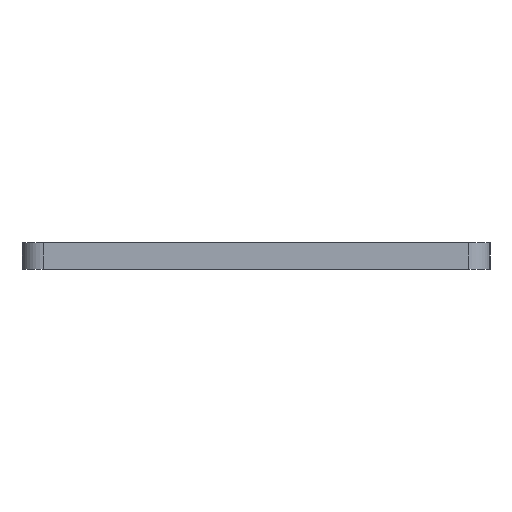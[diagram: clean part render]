
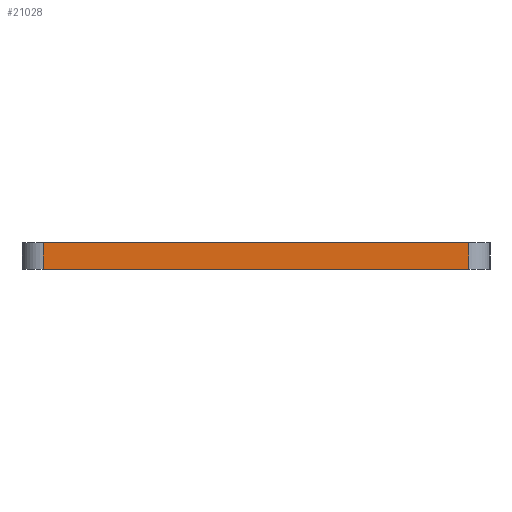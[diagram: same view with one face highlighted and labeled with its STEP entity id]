
A CAD part, left-side view. The second image highlights one B-rep face of the part: STEP entity #21028.
In plain terms, the highlighted planar face has unit normal (-1, 0, 0).
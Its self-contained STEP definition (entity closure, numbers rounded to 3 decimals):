
#73 = PLANE('',#74);
#74 = AXIS2_PLACEMENT_3D('',#75,#76,#77);
#75 = CARTESIAN_POINT('',(241.5,21.8,-2.5));
#76 = DIRECTION('',(0.,0.,1.));
#77 = DIRECTION('',(1.,0.,-0.));
#132 = PLANE('',#133);
#133 = AXIS2_PLACEMENT_3D('',#134,#135,#136);
#134 = CARTESIAN_POINT('',(241.5,21.8,0.));
#135 = DIRECTION('',(0.,0.,1.));
#136 = DIRECTION('',(1.,0.,-0.));
#169 = CYLINDRICAL_SURFACE('',#170,2.);
#170 = AXIS2_PLACEMENT_3D('',#171,#172,#173);
#171 = CARTESIAN_POINT('',(2.,41.6,0.));
#172 = DIRECTION('',(-0.,0.,1.));
#173 = DIRECTION('',(1.,0.,-0.));
#306 = VERTEX_POINT('',#307);
#307 = CARTESIAN_POINT('',(0.,41.6,0.));
#333 = EDGE_CURVE('',#334,#306,#336,.T.);
#334 = VERTEX_POINT('',#335);
#335 = CARTESIAN_POINT('',(0.,2.,0.));
#336 = SURFACE_CURVE('',#337,(#341,#348),.PCURVE_S1.);
#337 = LINE('',#338,#339);
#338 = CARTESIAN_POINT('',(0.,2.,0.));
#339 = VECTOR('',#340,1.);
#340 = DIRECTION('',(0.,1.,0.));
#341 = PCURVE('',#132,#342);
#342 = DEFINITIONAL_REPRESENTATION('',(#343),#347);
#343 = LINE('',#344,#345);
#344 = CARTESIAN_POINT('',(-241.5,-19.8));
#345 = VECTOR('',#346,1.);
#346 = DIRECTION('',(0.,1.));
#347 = ( GEOMETRIC_REPRESENTATION_CONTEXT(2) 
PARAMETRIC_REPRESENTATION_CONTEXT() REPRESENTATION_CONTEXT('2D SPACE',''
  ) );
#348 = PCURVE('',#349,#354);
#349 = PLANE('',#350);
#350 = AXIS2_PLACEMENT_3D('',#351,#352,#353);
#351 = CARTESIAN_POINT('',(0.,2.,0.));
#352 = DIRECTION('',(1.,-0.,0.));
#353 = DIRECTION('',(0.,1.,0.));
#354 = DEFINITIONAL_REPRESENTATION('',(#355),#359);
#355 = LINE('',#356,#357);
#356 = CARTESIAN_POINT('',(0.,0.));
#357 = VECTOR('',#358,1.);
#358 = DIRECTION('',(1.,0.));
#359 = ( GEOMETRIC_REPRESENTATION_CONTEXT(2) 
PARAMETRIC_REPRESENTATION_CONTEXT() REPRESENTATION_CONTEXT('2D SPACE',''
  ) );
#382 = CYLINDRICAL_SURFACE('',#383,2.);
#383 = AXIS2_PLACEMENT_3D('',#384,#385,#386);
#384 = CARTESIAN_POINT('',(2.,2.,0.));
#385 = DIRECTION('',(-0.,0.,1.));
#386 = DIRECTION('',(1.,0.,-0.));
#10853 = VERTEX_POINT('',#10854);
#10854 = CARTESIAN_POINT('',(0.,41.6,-2.5));
#10880 = EDGE_CURVE('',#10881,#10853,#10883,.T.);
#10881 = VERTEX_POINT('',#10882);
#10882 = CARTESIAN_POINT('',(0.,2.,-2.5));
#10883 = SURFACE_CURVE('',#10884,(#10888,#10895),.PCURVE_S1.);
#10884 = LINE('',#10885,#10886);
#10885 = CARTESIAN_POINT('',(0.,2.,-2.5));
#10886 = VECTOR('',#10887,1.);
#10887 = DIRECTION('',(0.,1.,0.));
#10888 = PCURVE('',#73,#10889);
#10889 = DEFINITIONAL_REPRESENTATION('',(#10890),#10894);
#10890 = LINE('',#10891,#10892);
#10891 = CARTESIAN_POINT('',(-241.5,-19.8));
#10892 = VECTOR('',#10893,1.);
#10893 = DIRECTION('',(0.,1.));
#10894 = ( GEOMETRIC_REPRESENTATION_CONTEXT(2) 
PARAMETRIC_REPRESENTATION_CONTEXT() REPRESENTATION_CONTEXT('2D SPACE',''
  ) );
#10895 = PCURVE('',#349,#10896);
#10896 = DEFINITIONAL_REPRESENTATION('',(#10897),#10901);
#10897 = LINE('',#10898,#10899);
#10898 = CARTESIAN_POINT('',(0.,-2.5));
#10899 = VECTOR('',#10900,1.);
#10900 = DIRECTION('',(1.,0.));
#10901 = ( GEOMETRIC_REPRESENTATION_CONTEXT(2) 
PARAMETRIC_REPRESENTATION_CONTEXT() REPRESENTATION_CONTEXT('2D SPACE',''
  ) );
#20978 = EDGE_CURVE('',#306,#10853,#20979,.T.);
#20979 = SURFACE_CURVE('',#20980,(#20984,#20991),.PCURVE_S1.);
#20980 = LINE('',#20981,#20982);
#20981 = CARTESIAN_POINT('',(0.,41.6,0.));
#20982 = VECTOR('',#20983,1.);
#20983 = DIRECTION('',(0.,0.,-1.));
#20984 = PCURVE('',#169,#20985);
#20985 = DEFINITIONAL_REPRESENTATION('',(#20986),#20990);
#20986 = LINE('',#20987,#20988);
#20987 = CARTESIAN_POINT('',(-3.142,0.));
#20988 = VECTOR('',#20989,1.);
#20989 = DIRECTION('',(-0.,-1.));
#20990 = ( GEOMETRIC_REPRESENTATION_CONTEXT(2) 
PARAMETRIC_REPRESENTATION_CONTEXT() REPRESENTATION_CONTEXT('2D SPACE',''
  ) );
#20991 = PCURVE('',#349,#20992);
#20992 = DEFINITIONAL_REPRESENTATION('',(#20993),#20997);
#20993 = LINE('',#20994,#20995);
#20994 = CARTESIAN_POINT('',(39.6,0.));
#20995 = VECTOR('',#20996,1.);
#20996 = DIRECTION('',(0.,-1.));
#20997 = ( GEOMETRIC_REPRESENTATION_CONTEXT(2) 
PARAMETRIC_REPRESENTATION_CONTEXT() REPRESENTATION_CONTEXT('2D SPACE',''
  ) );
#21028 = ADVANCED_FACE('',(#21029),#349,.F.);
#21029 = FACE_BOUND('',#21030,.F.);
#21030 = EDGE_LOOP('',(#21031,#21052,#21053,#21054));
#21031 = ORIENTED_EDGE('',*,*,#21032,.T.);
#21032 = EDGE_CURVE('',#334,#10881,#21033,.T.);
#21033 = SURFACE_CURVE('',#21034,(#21038,#21045),.PCURVE_S1.);
#21034 = LINE('',#21035,#21036);
#21035 = CARTESIAN_POINT('',(0.,2.,0.));
#21036 = VECTOR('',#21037,1.);
#21037 = DIRECTION('',(0.,0.,-1.));
#21038 = PCURVE('',#349,#21039);
#21039 = DEFINITIONAL_REPRESENTATION('',(#21040),#21044);
#21040 = LINE('',#21041,#21042);
#21041 = CARTESIAN_POINT('',(0.,0.));
#21042 = VECTOR('',#21043,1.);
#21043 = DIRECTION('',(0.,-1.));
#21044 = ( GEOMETRIC_REPRESENTATION_CONTEXT(2) 
PARAMETRIC_REPRESENTATION_CONTEXT() REPRESENTATION_CONTEXT('2D SPACE',''
  ) );
#21045 = PCURVE('',#382,#21046);
#21046 = DEFINITIONAL_REPRESENTATION('',(#21047),#21051);
#21047 = LINE('',#21048,#21049);
#21048 = CARTESIAN_POINT('',(-3.142,0.));
#21049 = VECTOR('',#21050,1.);
#21050 = DIRECTION('',(-0.,-1.));
#21051 = ( GEOMETRIC_REPRESENTATION_CONTEXT(2) 
PARAMETRIC_REPRESENTATION_CONTEXT() REPRESENTATION_CONTEXT('2D SPACE',''
  ) );
#21052 = ORIENTED_EDGE('',*,*,#10880,.T.);
#21053 = ORIENTED_EDGE('',*,*,#20978,.F.);
#21054 = ORIENTED_EDGE('',*,*,#333,.F.);
